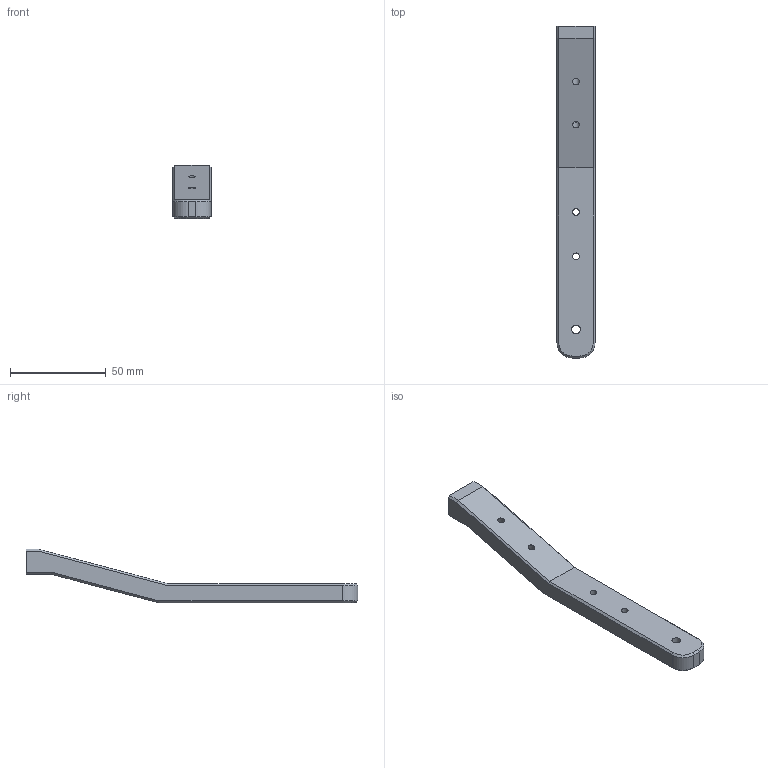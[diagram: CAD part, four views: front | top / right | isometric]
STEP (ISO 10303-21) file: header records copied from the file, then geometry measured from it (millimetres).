
FILE_DESCRIPTION(('FreeCAD Model'),'2;1');
FILE_NAME('Open CASCADE Shape Model','2025-10-21T19:45:15',(''),(''), 'Open CASCADE STEP processor 7.6','FreeCAD','Unknown');
FILE_SCHEMA(('AUTOMOTIVE_DESIGN { 1 0 10303 214 1 1 1 1 }'));
Length unit declared in the file: millimetre
Products named in the file (1): BitsBoxHolder
Bounding box: 20 x 173.69 x 28 mm (x, y, z)
Volume: 35603.8 mm3; surface area: 11231.7 mm2
Topology: 1 solids, 1 shells, 37 faces, 86 edges, 52 vertices
Faces by surface type: plane 25, cylinder 8, cone 4
Full cylindrical faces by diameter (mm): 3.5 x5, 4.5 x1
Entity records: 2225 total; most frequent: CARTESIAN_POINT 414, DIRECTION 343, LINE 222, VECTOR 222, ORIENTED_EDGE 172, PCURVE 172, DEFINITIONAL_REPRESENTATION 172, EDGE_CURVE 86
